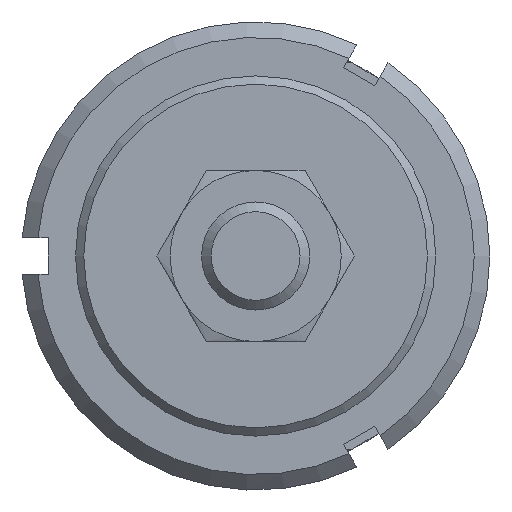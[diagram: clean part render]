
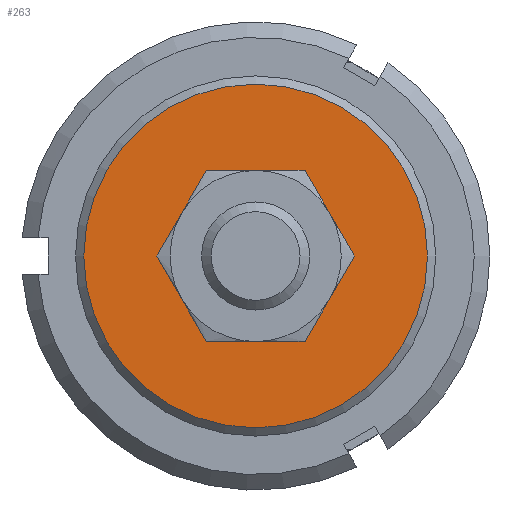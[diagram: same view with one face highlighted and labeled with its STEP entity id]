
A CAD part, left-side view. The second image highlights one B-rep face of the part: STEP entity #263.
In plain terms, the highlighted face is planar.
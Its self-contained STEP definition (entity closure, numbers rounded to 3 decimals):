
#263 = ADVANCED_FACE( '', ( #544, #545 ), #546, .F. );
#544 = FACE_BOUND( '', #926, .T. );
#545 = FACE_OUTER_BOUND( '', #927, .T. );
#546 = PLANE( '', #928 );
#926 = EDGE_LOOP( '', ( #1325 ) );
#927 = EDGE_LOOP( '', ( #1326 ) );
#928 = AXIS2_PLACEMENT_3D( '', #1327, #1328, #1329 );
#1325 = ORIENTED_EDGE( '', *, *, #2189, .F. );
#1326 = ORIENTED_EDGE( '', *, *, #2190, .T. );
#1327 = CARTESIAN_POINT( '', ( 43., 19.08, 0. ) );
#1328 = DIRECTION( '', ( -1., 0., 0. ) );
#1329 = DIRECTION( '', ( 0., 0., 1. ) );
#2189 = EDGE_CURVE( '', #2543, #2543, #2544, .T. );
#2190 = EDGE_CURVE( '', #2545, #2545, #2546, .T. );
#2543 = VERTEX_POINT( '', #3070 );
#2544 = CIRCLE( '', #3071, 7. );
#2545 = VERTEX_POINT( '', #3072 );
#2546 = CIRCLE( '', #3073, 19.08 );
#3070 = CARTESIAN_POINT( '', ( 43., 0., -7. ) );
#3071 = AXIS2_PLACEMENT_3D( '', #3785, #3786, #3787 );
#3072 = CARTESIAN_POINT( '', ( 43., 0., -19.08 ) );
#3073 = AXIS2_PLACEMENT_3D( '', #3788, #3789, #3790 );
#3785 = CARTESIAN_POINT( '', ( 43., 0., 0. ) );
#3786 = DIRECTION( '', ( 1., 0., 0. ) );
#3787 = DIRECTION( '', ( 0., 0., -1. ) );
#3788 = CARTESIAN_POINT( '', ( 43., 0., 0. ) );
#3789 = DIRECTION( '', ( 1., 0., 0. ) );
#3790 = DIRECTION( '', ( 0., 0., -1. ) );
